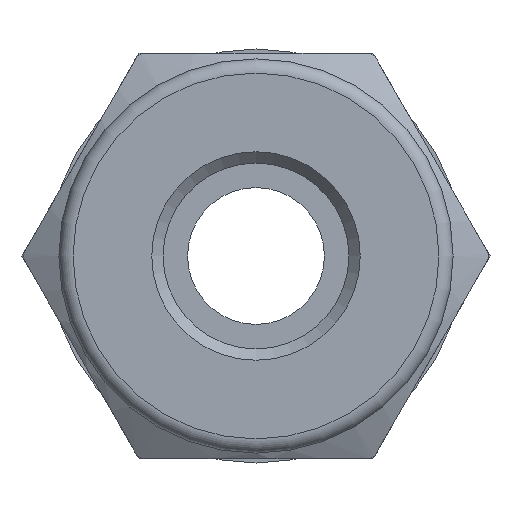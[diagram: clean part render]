
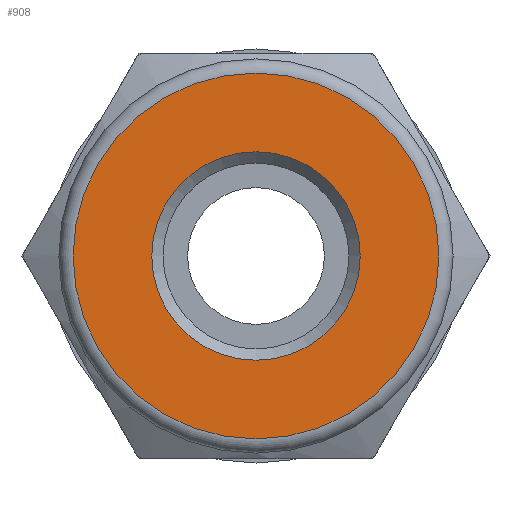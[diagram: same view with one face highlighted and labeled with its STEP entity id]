
A CAD part, left-side view. The second image highlights one B-rep face of the part: STEP entity #908.
In plain terms, the highlighted planar face has unit normal (-1, 0, 0).
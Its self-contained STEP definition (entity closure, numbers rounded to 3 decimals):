
#19=FACE_BOUND('',#215,.T.);
#70=CIRCLE('',#1019,3.675);
#71=CIRCLE('',#1021,6.45);
#150=FACE_OUTER_BOUND('',#214,.T.);
#214=EDGE_LOOP('',(#701));
#215=EDGE_LOOP('',(#702));
#415=VERTEX_POINT('',#1529);
#416=VERTEX_POINT('',#1533);
#520=EDGE_CURVE('',#415,#415,#70,.T.);
#521=EDGE_CURVE('',#416,#416,#71,.T.);
#701=ORIENTED_EDGE('',*,*,#521,.F.);
#702=ORIENTED_EDGE('',*,*,#520,.T.);
#871=PLANE('',#1020);
#908=ADVANCED_FACE('',(#150,#19),#871,.T.);
#1019=AXIS2_PLACEMENT_3D('',#1531,#1221,#1222);
#1020=AXIS2_PLACEMENT_3D('',#1532,#1223,#1224);
#1021=AXIS2_PLACEMENT_3D('',#1534,#1225,#1226);
#1221=DIRECTION('center_axis',(1.,0.,0.));
#1222=DIRECTION('ref_axis',(0.,0.,-1.));
#1223=DIRECTION('center_axis',(-1.,0.,0.));
#1224=DIRECTION('ref_axis',(0.,0.,1.));
#1225=DIRECTION('center_axis',(1.,0.,0.));
#1226=DIRECTION('ref_axis',(0.,0.,-1.));
#1529=CARTESIAN_POINT('',(0.02,-3.675,0.));
#1531=CARTESIAN_POINT('Origin',(0.02,0.,
0.));
#1532=CARTESIAN_POINT('Origin',(0.02,6.45,0.));
#1533=CARTESIAN_POINT('',(0.02,0.,6.45));
#1534=CARTESIAN_POINT('Origin',(0.02,0.,
0.));
